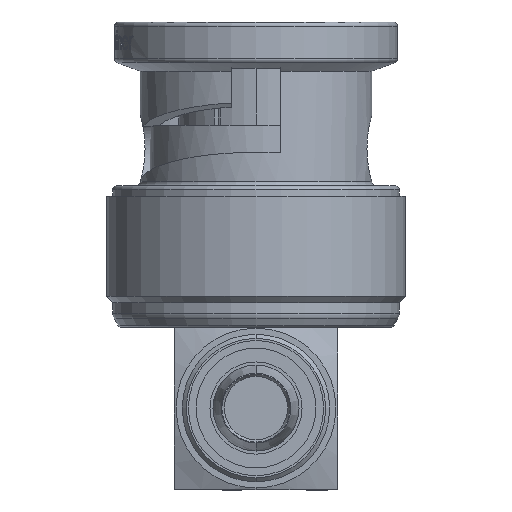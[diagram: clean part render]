
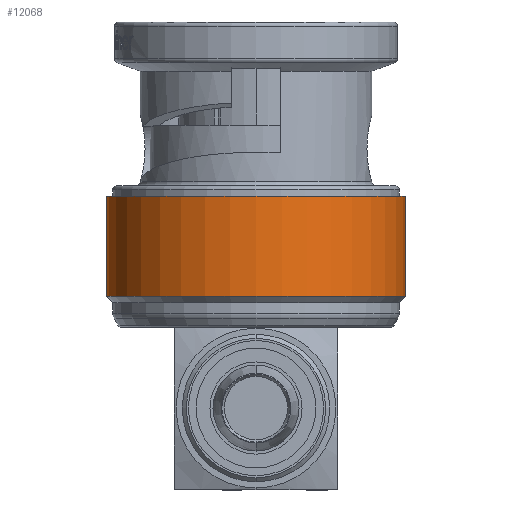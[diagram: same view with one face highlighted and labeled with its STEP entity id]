
A CAD part, front view. The second image highlights one B-rep face of the part: STEP entity #12068.
In plain terms, the highlighted cylindrical face has radius 7.3 mm (diameter 14.6 mm), a partial arc.
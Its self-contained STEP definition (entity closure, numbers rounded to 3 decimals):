
#84 = VECTOR ( 'NONE', #9002, 1000. ) ;
#647 = ORIENTED_EDGE ( 'NONE', *, *, #11944, .T. ) ;
#1865 = EDGE_LOOP ( 'NONE', ( #8408, #647, #10758, #5285 ) ) ;
#1938 = CARTESIAN_POINT ( 'NONE',  ( 0., 0., -7.65 ) ) ;
#2220 = CIRCLE ( 'NONE', #14764, 7.3 ) ;
#2668 = CARTESIAN_POINT ( 'NONE',  ( 7.3, 0., -7.65 ) ) ;
#3447 = VERTEX_POINT ( 'NONE', #13740 ) ;
#5015 = CARTESIAN_POINT ( 'NONE',  ( -7.3, 0., 2.634 ) ) ;
#5280 = FACE_OUTER_BOUND ( 'NONE', #1865, .T. ) ;
#5285 = ORIENTED_EDGE ( 'NONE', *, *, #6394, .F. ) ;
#5911 = DIRECTION ( 'NONE',  ( 0., 0., 1. ) ) ;
#6099 = DIRECTION ( 'NONE',  ( 0., 0., 1. ) ) ;
#6394 = EDGE_CURVE ( 'NONE', #3447, #16357, #2220, .T. ) ;
#6756 = DIRECTION ( 'NONE',  ( 0., 0., 1. ) ) ;
#7166 = VERTEX_POINT ( 'NONE', #16303 ) ;
#7672 = LINE ( 'NONE', #5015, #11237 ) ;
#8408 = ORIENTED_EDGE ( 'NONE', *, *, #13070, .F. ) ;
#8853 = DIRECTION ( 'NONE',  ( 0., 0., 1. ) ) ;
#9002 = DIRECTION ( 'NONE',  ( 0., 0., 1. ) ) ;
#10620 = LINE ( 'NONE', #14310, #84 ) ;
#10708 = AXIS2_PLACEMENT_3D ( 'NONE', #15118, #5911, #11261 ) ;
#10758 = ORIENTED_EDGE ( 'NONE', *, *, #16849, .T. ) ;
#11237 = VECTOR ( 'NONE', #8853, 1000. ) ;
#11261 = DIRECTION ( 'NONE',  ( 1., 0., 0. ) ) ;
#11905 = AXIS2_PLACEMENT_3D ( 'NONE', #14371, #6099, #12607 ) ;
#11944 = EDGE_CURVE ( 'NONE', #12778, #7166, #14803, .T. ) ;
#12068 = ADVANCED_FACE ( 'NONE', ( #5280 ), #14179, .T. ) ;
#12607 = DIRECTION ( 'NONE',  ( 1., 0., 0. ) ) ;
#12778 = VERTEX_POINT ( 'NONE', #13463 ) ;
#13070 = EDGE_CURVE ( 'NONE', #12778, #3447, #7672, .T. ) ;
#13463 = CARTESIAN_POINT ( 'NONE',  ( -7.3, 0., -12.55 ) ) ;
#13740 = CARTESIAN_POINT ( 'NONE',  ( -7.3, 0., -7.65 ) ) ;
#14179 = CYLINDRICAL_SURFACE ( 'NONE', #10708, 7.3 ) ;
#14310 = CARTESIAN_POINT ( 'NONE',  ( 7.3, 0., 2.634 ) ) ;
#14371 = CARTESIAN_POINT ( 'NONE',  ( 0., 0., -12.55 ) ) ;
#14764 = AXIS2_PLACEMENT_3D ( 'NONE', #1938, #6756, #15826 ) ;
#14803 = CIRCLE ( 'NONE', #11905, 7.3 ) ;
#15118 = CARTESIAN_POINT ( 'NONE',  ( 0., 0., 2.634 ) ) ;
#15826 = DIRECTION ( 'NONE',  ( 1., 0., 0. ) ) ;
#16303 = CARTESIAN_POINT ( 'NONE',  ( 7.3, 0., -12.55 ) ) ;
#16357 = VERTEX_POINT ( 'NONE', #2668 ) ;
#16849 = EDGE_CURVE ( 'NONE', #7166, #16357, #10620, .T. ) ;
